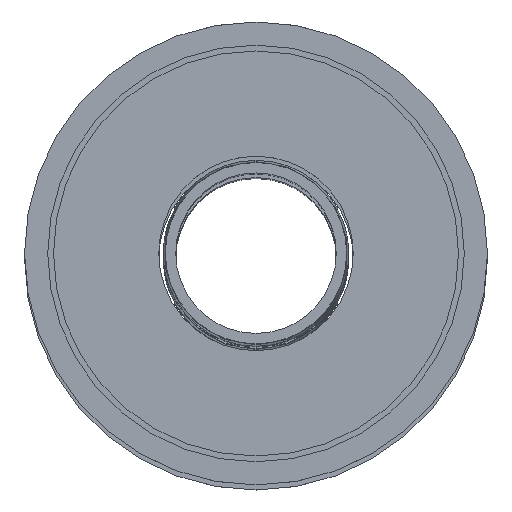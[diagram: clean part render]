
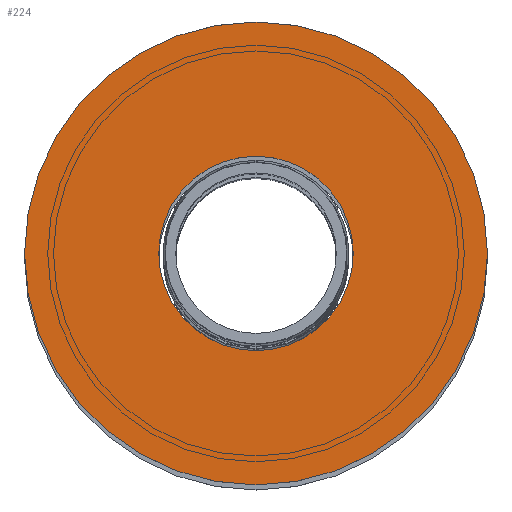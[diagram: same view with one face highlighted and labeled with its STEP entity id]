
A CAD part, top view. The second image highlights one B-rep face of the part: STEP entity #224.
In plain terms, the highlighted planar face has unit normal (0, 0, 1).
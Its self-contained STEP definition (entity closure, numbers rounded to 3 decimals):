
#42=PLANE('',#255);
#54=FACE_BOUND('',#97,.T.);
#72=FACE_OUTER_BOUND('',#96,.T.);
#96=EDGE_LOOP('',(#186));
#97=EDGE_LOOP('',(#187));
#124=CIRCLE('',#250,25.2);
#126=CIRCLE('',#253,60.);
#142=VERTEX_POINT('',#380);
#144=VERTEX_POINT('',#385);
#160=EDGE_CURVE('',#142,#142,#124,.T.);
#162=EDGE_CURVE('',#144,#144,#126,.T.);
#186=ORIENTED_EDGE('',*,*,#162,.F.);
#187=ORIENTED_EDGE('',*,*,#160,.T.);
#224=ADVANCED_FACE('',(#72,#54),#42,.F.);
#250=AXIS2_PLACEMENT_3D('',#381,#302,#303);
#253=AXIS2_PLACEMENT_3D('',#386,#308,#309);
#255=AXIS2_PLACEMENT_3D('',#389,#312,#313);
#302=DIRECTION('center_axis',(0.,0.,-1.));
#303=DIRECTION('ref_axis',(-1.,0.,0.));
#308=DIRECTION('center_axis',(0.,0.,-1.));
#309=DIRECTION('ref_axis',(-1.,0.,0.));
#312=DIRECTION('center_axis',(0.,0.,-1.));
#313=DIRECTION('ref_axis',(-1.,0.,0.));
#380=CARTESIAN_POINT('',(25.2,0.,757.));
#381=CARTESIAN_POINT('Origin',(0.,0.,757.));
#385=CARTESIAN_POINT('',(60.,0.,757.));
#386=CARTESIAN_POINT('Origin',(0.,0.,757.));
#389=CARTESIAN_POINT('Origin',(0.,0.,757.));
